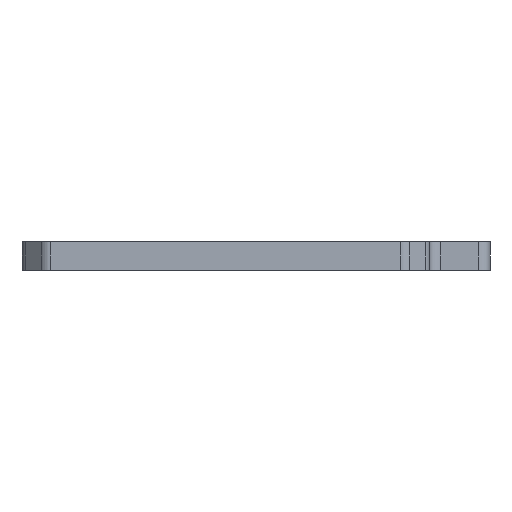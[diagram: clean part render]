
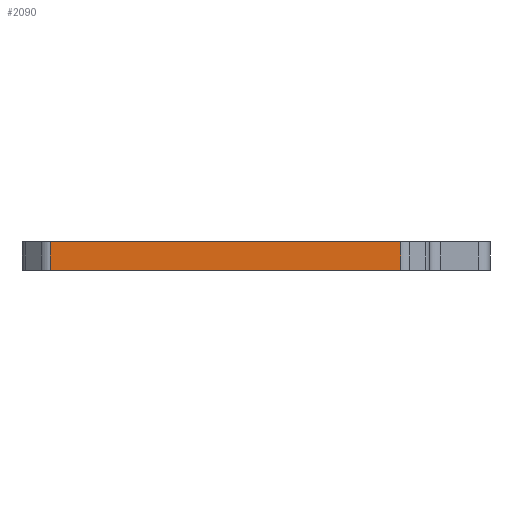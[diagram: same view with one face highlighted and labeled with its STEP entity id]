
A CAD part, front view. The second image highlights one B-rep face of the part: STEP entity #2090.
In plain terms, the highlighted planar face has unit normal (0, -1, 0).
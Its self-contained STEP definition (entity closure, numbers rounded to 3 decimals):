
#2077=AXIS2_PLACEMENT_3D('Plane Axis2P3D',#2074,#2075,#2076) ;
#346=CARTESIAN_POINT('Vertex',(-52.043,-5.835,-5.8)) ;
#349=CARTESIAN_POINT('Line Origine',(-44.55,-5.835,-5.8)) ;
#353=CARTESIAN_POINT('Vertex',(-37.057,-5.835,-5.8)) ;
#796=CARTESIAN_POINT('Vertex',(-37.057,-5.835,-7.)) ;
#799=CARTESIAN_POINT('Line Origine',(-44.55,-5.835,-7.)) ;
#803=CARTESIAN_POINT('Vertex',(-52.043,-5.835,-7.)) ;
#2055=CARTESIAN_POINT('Line Origine',(-52.043,-5.835,-6.4)) ;
#2074=CARTESIAN_POINT('Axis2P3D Location',(-33.25,-5.835,-7.)) ;
#2079=CARTESIAN_POINT('Line Origine',(-37.057,-5.835,-6.4)) ;
#350=DIRECTION('Vector Direction',(-1.,0.,0.)) ;
#800=DIRECTION('Vector Direction',(-1.,0.,0.)) ;
#2056=DIRECTION('Vector Direction',(0.,0.,1.)) ;
#2075=DIRECTION('Axis2P3D Direction',(0.,1.,-0.)) ;
#2076=DIRECTION('Axis2P3D XDirection',(-1.,0.,0.)) ;
#2080=DIRECTION('Vector Direction',(0.,0.,-1.)) ;
#351=VECTOR('Line Direction',#350,1.) ;
#801=VECTOR('Line Direction',#800,1.) ;
#2057=VECTOR('Line Direction',#2056,1.) ;
#2081=VECTOR('Line Direction',#2080,1.) ;
#2085=ORIENTED_EDGE('',*,*,#2083,.F.) ;
#2086=ORIENTED_EDGE('',*,*,#355,.T.) ;
#2087=ORIENTED_EDGE('',*,*,#2059,.F.) ;
#2088=ORIENTED_EDGE('',*,*,#805,.F.) ;
#2090=ADVANCED_FACE('external-module-pcb-3d',(#2089),#2078,.F.) ;
#355=EDGE_CURVE('',#354,#347,#352,.T.) ;
#805=EDGE_CURVE('',#797,#804,#802,.T.) ;
#2059=EDGE_CURVE('',#804,#347,#2058,.T.) ;
#2083=EDGE_CURVE('',#354,#797,#2082,.T.) ;
#2084=EDGE_LOOP('',(#2085,#2086,#2087,#2088)) ;
#2089=FACE_OUTER_BOUND('',#2084,.T.) ;
#352=LINE('Line',#349,#351) ;
#802=LINE('Line',#799,#801) ;
#2058=LINE('Line',#2055,#2057) ;
#2082=LINE('Line',#2079,#2081) ;
#2078=PLANE('Plane',#2077) ;
#347=VERTEX_POINT('',#346) ;
#354=VERTEX_POINT('',#353) ;
#797=VERTEX_POINT('',#796) ;
#804=VERTEX_POINT('',#803) ;
